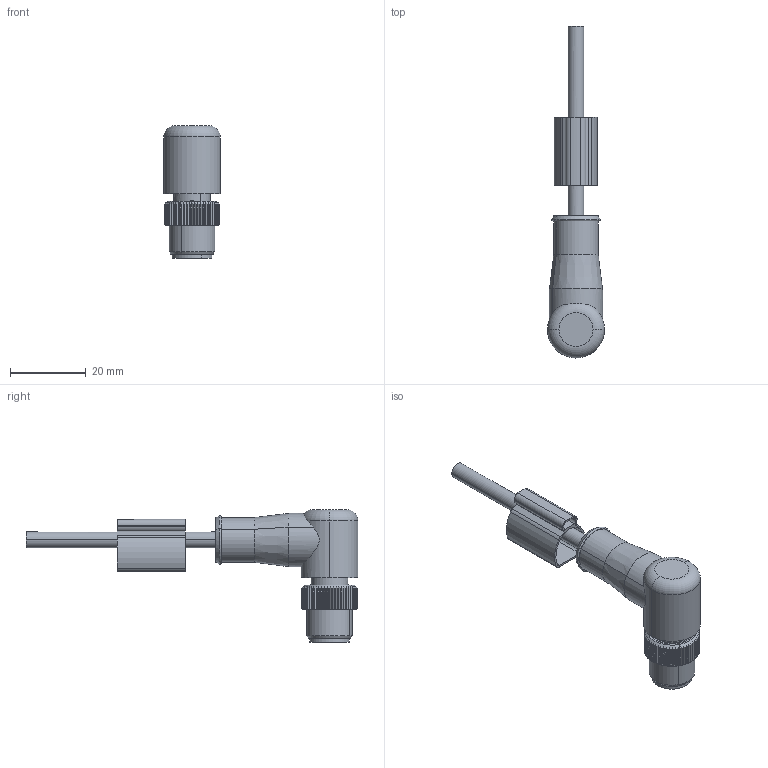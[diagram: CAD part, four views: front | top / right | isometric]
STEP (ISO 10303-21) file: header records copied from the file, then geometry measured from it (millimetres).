
FILE_DESCRIPTION(('CATIA V5 STEP Exchange','CAx-IF Rec.Pracs.--- Model Styling and Organization---1.5--- 2016-08-15','CAx-IF Rec.Pracs.---Supplemental Geometry---1.0---2011-11-01','CAx-IF Rec.Pracs.--- Composite Materials ---1.1---2010-07-15'),'2;1');
FILE_NAME ('1929004-2_0', '2025-02-27T10:08:35+00:00', ('none'), ('Weidmueller'), 'CATIA Version 5-6 Release 2022 SP4 HF5', 'CATIA V5 STEP AP214 v3', 'none');
FILE_SCHEMA(('AUTOMOTIVE_DESIGN { 1 0 10303 214 1 1 1 1 }'));
Length unit declared in the file: millimetre
Products named in the file (1): 2977250000
Bounding box: 15 x 87.5 x 35 mm (x, y, z)
Volume: 8701 mm3; surface area: 6730.3 mm2
Topology: 1 solids, 2 shells, 552 faces, 1571 edges, 1028 vertices
Faces by surface type: plane 222, cylinder 198, cone 98, torus 26, sphere 8
Entity records: 17668 total; most frequent: CARTESIAN_POINT 4844, ORIENTED_EDGE 3126, DIRECTION 1858, EDGE_CURVE 1563, VERTEX_POINT 1028, AXIS2_PLACEMENT_3D 849, VECTOR 663, LINE 663
